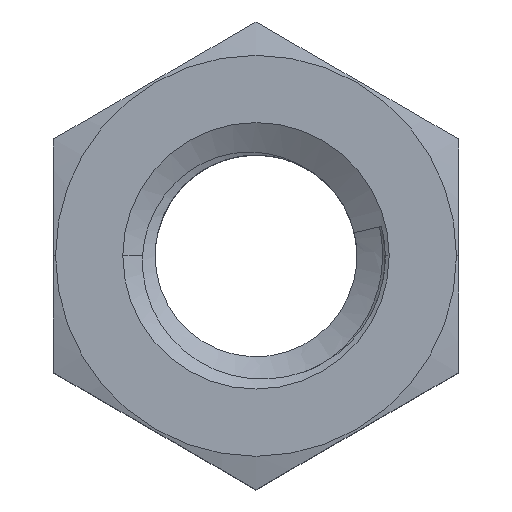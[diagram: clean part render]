
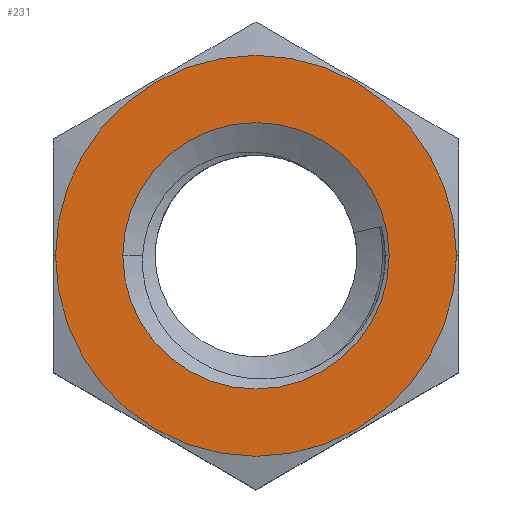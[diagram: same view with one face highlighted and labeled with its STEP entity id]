
A CAD part, top view. The second image highlights one B-rep face of the part: STEP entity #231.
In plain terms, the highlighted planar face has unit normal (0, 0, 1).
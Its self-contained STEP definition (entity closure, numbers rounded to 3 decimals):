
#25 = ORIENTED_EDGE ( 'NONE', *, *, #259, .T. ) ;
#28 = ORIENTED_EDGE ( 'NONE', *, *, #304, .T. ) ;
#32 = ORIENTED_EDGE ( 'NONE', *, *, #172, .T. ) ;
#33 = ORIENTED_EDGE ( 'NONE', *, *, #79, .T. ) ;
#71 = VERTEX_POINT ( 'NONE', #515 ) ;
#77 = VERTEX_POINT ( 'NONE', #528 ) ;
#79 = EDGE_CURVE ( 'NONE', #77, #327, #527, .T. ) ;
#137 = EDGE_LOOP ( 'NONE', ( #32, #28 ) ) ;
#172 = EDGE_CURVE ( 'NONE', #222, #71, #619, .T. ) ;
#222 = VERTEX_POINT ( 'NONE', #2819 ) ;
#228 = EDGE_LOOP ( 'NONE', ( #25, #33 ) ) ;
#231 = ADVANCED_FACE ( 'NONE', ( #1795, #1797 ), #1788, .T. ) ;
#259 = EDGE_CURVE ( 'NONE', #327, #77, #2539, .T. ) ;
#304 = EDGE_CURVE ( 'NONE', #71, #222, #1622, .T. ) ;
#327 = VERTEX_POINT ( 'NONE', #1565 ) ;
#380 = DIRECTION ( 'NONE',  ( 0., 0., -1. ) ) ;
#384 = CARTESIAN_POINT ( 'NONE',  ( 0., 0., 8.158 ) ) ;
#386 = DIRECTION ( 'NONE',  ( 1., 0., 0. ) ) ;
#515 = CARTESIAN_POINT ( 'NONE',  ( -4.178, 0., 8.158 ) ) ;
#523 = DIRECTION ( 'NONE',  ( 1., 0., 0. ) ) ;
#524 = DIRECTION ( 'NONE',  ( 0., 0., 1. ) ) ;
#525 = CARTESIAN_POINT ( 'NONE',  ( 0., 0., 8.158 ) ) ;
#526 = AXIS2_PLACEMENT_3D ( 'NONE', #525, #524, #523 ) ;
#527 = CIRCLE ( 'NONE', #526, 6.287 ) ;
#528 = CARTESIAN_POINT ( 'NONE',  ( 6.287, 0., 8.158 ) ) ;
#618 = AXIS2_PLACEMENT_3D ( 'NONE', #384, #380, #386 ) ;
#619 = CIRCLE ( 'NONE', #618, 4.178 ) ;
#1565 = CARTESIAN_POINT ( 'NONE',  ( -6.286, 0., 8.158 ) ) ;
#1614 = DIRECTION ( 'NONE',  ( 1., 0., 0. ) ) ;
#1615 = DIRECTION ( 'NONE',  ( 0., 0., -1. ) ) ;
#1616 = CARTESIAN_POINT ( 'NONE',  ( 0., 0., 8.158 ) ) ;
#1619 = AXIS2_PLACEMENT_3D ( 'NONE', #1616, #1615, #1614 ) ;
#1622 = CIRCLE ( 'NONE', #1619, 4.178 ) ;
#1783 = AXIS2_PLACEMENT_3D ( 'NONE', #1791, #1798, #1799 ) ;
#1788 = PLANE ( 'NONE',  #1783 ) ;
#1791 = CARTESIAN_POINT ( 'NONE',  ( 0., 0., 8.158 ) ) ;
#1795 = FACE_OUTER_BOUND ( 'NONE', #228, .T. ) ;
#1797 = FACE_BOUND ( 'NONE', #137, .T. ) ;
#1798 = DIRECTION ( 'NONE',  ( 0., 0., 1. ) ) ;
#1799 = DIRECTION ( 'NONE',  ( 1., 0., 0. ) ) ;
#2489 = DIRECTION ( 'NONE',  ( 1., 0., 0. ) ) ;
#2490 = DIRECTION ( 'NONE',  ( 0., 0., 1. ) ) ;
#2491 = AXIS2_PLACEMENT_3D ( 'NONE', #2505, #2490, #2489 ) ;
#2505 = CARTESIAN_POINT ( 'NONE',  ( 0., 0., 8.158 ) ) ;
#2539 = CIRCLE ( 'NONE', #2491, 6.287 ) ;
#2819 = CARTESIAN_POINT ( 'NONE',  ( 4.178, 0., 8.158 ) ) ;
